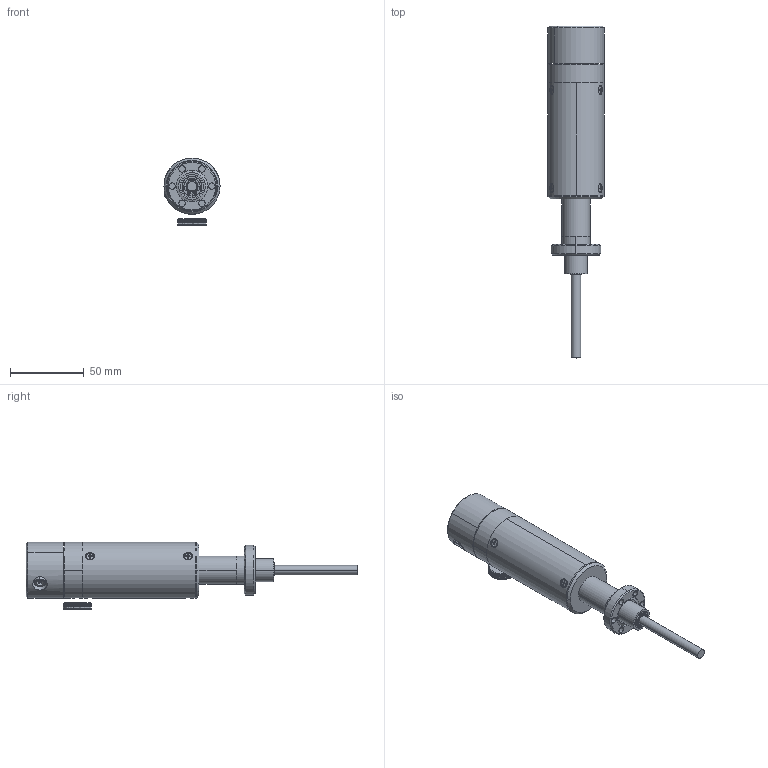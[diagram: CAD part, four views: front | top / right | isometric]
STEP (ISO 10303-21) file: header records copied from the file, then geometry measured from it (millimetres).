
FILE_DESCRIPTION (( 'STEP AP214' ), '1' );
FILE_NAME ('FRM-133-25.STEP', '2017-05-17T20:50:30', ( 'My Thermionics' ), ( '' ), 'SwSTEP 2.0', 'SolidWorks 2010', '' );
FILE_SCHEMA (( 'AUTOMOTIVE_DESIGN' ));
Length unit declared in the file: inch
Products named in the file (1): FRM-133-25
Bounding box: 38.1 x 225.31 x 46.05 mm (x, y, z)
Surface area: 31910.2 mm2 (no closed solid volume)
Topology: 0 solids, 21 shells, 518 faces, 1494 edges, 993 vertices
Faces by surface type: plane 295, cylinder 189, cone 30, torus 4
Entity records: 24759 total; most frequent: CARTESIAN_POINT 4940, ORIENTED_EDGE 2780, DIRECTION 2540, EDGE_CURVE 1492, VERTEX_POINT 993, AXIS2_PLACEMENT_3D 963, VECTOR 614, LINE 614
